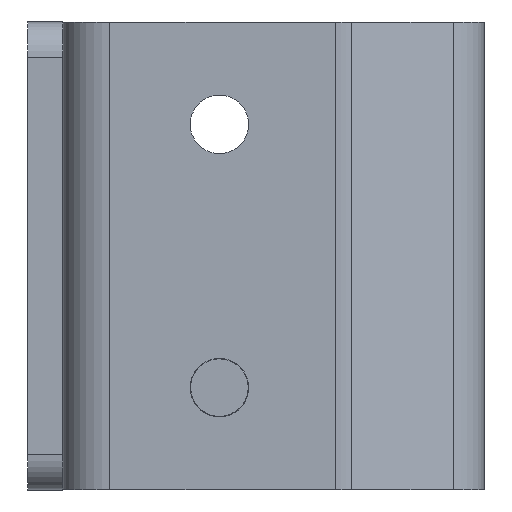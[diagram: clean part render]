
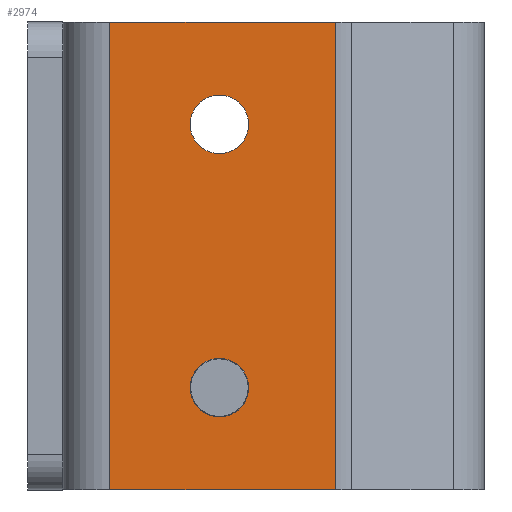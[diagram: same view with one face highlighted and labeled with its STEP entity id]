
A CAD part, left-side view. The second image highlights one B-rep face of the part: STEP entity #2974.
In plain terms, the highlighted planar face has unit normal (-1, 0, 0).
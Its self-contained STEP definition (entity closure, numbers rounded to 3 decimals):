
#44 = CARTESIAN_POINT ( 'NONE',  ( -9.14, 24.674, 54.971 ) ) ;
#59 = EDGE_CURVE ( 'NONE', #2773, #1132, #1997, .T. ) ;
#185 = ORIENTED_EDGE ( 'NONE', *, *, #2404, .T. ) ;
#267 = CARTESIAN_POINT ( 'NONE',  ( -9.14, 24.674, 54.971 ) ) ;
#307 = EDGE_LOOP ( 'NONE', ( #493, #2910 ) ) ;
#370 = FACE_OUTER_BOUND ( 'NONE', #2366, .T. ) ;
#440 = DIRECTION ( 'NONE',  ( -1., 0., 0. ) ) ;
#478 = LINE ( 'NONE', #2637, #1120 ) ;
#493 = ORIENTED_EDGE ( 'NONE', *, *, #1076, .F. ) ;
#505 = LINE ( 'NONE', #3539, #2726 ) ;
#519 = ORIENTED_EDGE ( 'NONE', *, *, #2093, .F. ) ;
#639 = LINE ( 'NONE', #267, #2565 ) ;
#651 = CARTESIAN_POINT ( 'NONE',  ( -9.14, 34.596, 48.721 ) ) ;
#731 = VECTOR ( 'NONE', #1182, 1000. ) ;
#744 = DIRECTION ( 'NONE',  ( -1., 0., 0. ) ) ;
#787 = CARTESIAN_POINT ( 'NONE',  ( -9.14, 34.596, 26.221 ) ) ;
#844 = CARTESIAN_POINT ( 'NONE',  ( -9.14, 34.596, 23.721 ) ) ;
#891 = EDGE_CURVE ( 'NONE', #2707, #2501, #2389, .T. ) ;
#909 = CARTESIAN_POINT ( 'NONE',  ( -9.14, 43.969, 54.971 ) ) ;
#990 = CIRCLE ( 'NONE', #3280, 2.5 ) ;
#1000 = AXIS2_PLACEMENT_3D ( 'NONE', #1466, #3871, #3568 ) ;
#1030 = CARTESIAN_POINT ( 'NONE',  ( -9.14, 34.596, 21.221 ) ) ;
#1061 = ORIENTED_EDGE ( 'NONE', *, *, #1446, .F. ) ;
#1063 = CARTESIAN_POINT ( 'NONE',  ( -9.14, 34.596, 46.221 ) ) ;
#1076 = EDGE_CURVE ( 'NONE', #2501, #2707, #1785, .T. ) ;
#1120 = VECTOR ( 'NONE', #2708, 1000. ) ;
#1132 = VERTEX_POINT ( 'NONE', #909 ) ;
#1182 = DIRECTION ( 'NONE',  ( 0., 1., 0. ) ) ;
#1309 = VERTEX_POINT ( 'NONE', #1030 ) ;
#1446 = EDGE_CURVE ( 'NONE', #3063, #1309, #2977, .T. ) ;
#1466 = CARTESIAN_POINT ( 'NONE',  ( -9.14, 34.596, 46.221 ) ) ;
#1785 = CIRCLE ( 'NONE', #1000, 2.5 ) ;
#1908 = AXIS2_PLACEMENT_3D ( 'NONE', #2256, #744, #3459 ) ;
#1912 = CARTESIAN_POINT ( 'NONE',  ( -9.14, 24.674, 14.971 ) ) ;
#1956 = EDGE_LOOP ( 'NONE', ( #519, #1061 ) ) ;
#1997 = LINE ( 'NONE', #3331, #731 ) ;
#2093 = EDGE_CURVE ( 'NONE', #1309, #3063, #990, .T. ) ;
#2200 = FACE_BOUND ( 'NONE', #307, .T. ) ;
#2256 = CARTESIAN_POINT ( 'NONE',  ( -9.14, 43.969, 54.971 ) ) ;
#2288 = VERTEX_POINT ( 'NONE', #1912 ) ;
#2366 = EDGE_LOOP ( 'NONE', ( #3129, #3898, #2493, #185 ) ) ;
#2389 = CIRCLE ( 'NONE', #3616, 2.5 ) ;
#2404 = EDGE_CURVE ( 'NONE', #1132, #2928, #478, .T. ) ;
#2493 = ORIENTED_EDGE ( 'NONE', *, *, #59, .T. ) ;
#2501 = VERTEX_POINT ( 'NONE', #3623 ) ;
#2565 = VECTOR ( 'NONE', #3308, 1000. ) ;
#2637 = CARTESIAN_POINT ( 'NONE',  ( -9.14, 43.969, 54.971 ) ) ;
#2652 = DIRECTION ( 'NONE',  ( -1., 0., 0. ) ) ;
#2659 = DIRECTION ( 'NONE',  ( 0., -1., 0. ) ) ;
#2695 = CARTESIAN_POINT ( 'NONE',  ( -9.14, 34.596, 23.721 ) ) ;
#2707 = VERTEX_POINT ( 'NONE', #651 ) ;
#2708 = DIRECTION ( 'NONE',  ( 0., 0., -1. ) ) ;
#2726 = VECTOR ( 'NONE', #3851, 1000. ) ;
#2773 = VERTEX_POINT ( 'NONE', #44 ) ;
#2858 = DIRECTION ( 'NONE',  ( 0., -1., 0. ) ) ;
#2910 = ORIENTED_EDGE ( 'NONE', *, *, #891, .F. ) ;
#2928 = VERTEX_POINT ( 'NONE', #3467 ) ;
#2958 = FACE_BOUND ( 'NONE', #1956, .T. ) ;
#2970 = DIRECTION ( 'NONE',  ( -1., 0., 0. ) ) ;
#2974 = ADVANCED_FACE ( 'NONE', ( #2200, #2958, #370 ), #3158, .T. ) ;
#2977 = CIRCLE ( 'NONE', #3792, 2.5 ) ;
#3063 = VERTEX_POINT ( 'NONE', #787 ) ;
#3080 = EDGE_CURVE ( 'NONE', #2288, #2928, #505, .T. ) ;
#3129 = ORIENTED_EDGE ( 'NONE', *, *, #3080, .F. ) ;
#3158 = PLANE ( 'NONE',  #1908 ) ;
#3223 = EDGE_CURVE ( 'NONE', #2773, #2288, #639, .T. ) ;
#3280 = AXIS2_PLACEMENT_3D ( 'NONE', #844, #2652, #3883 ) ;
#3308 = DIRECTION ( 'NONE',  ( 0., 0., -1. ) ) ;
#3331 = CARTESIAN_POINT ( 'NONE',  ( -9.14, 43.969, 54.971 ) ) ;
#3459 = DIRECTION ( 'NONE',  ( 0., -1., 0. ) ) ;
#3467 = CARTESIAN_POINT ( 'NONE',  ( -9.14, 43.969, 14.971 ) ) ;
#3539 = CARTESIAN_POINT ( 'NONE',  ( -9.14, 43.969, 14.971 ) ) ;
#3568 = DIRECTION ( 'NONE',  ( 0., -1., 0. ) ) ;
#3616 = AXIS2_PLACEMENT_3D ( 'NONE', #1063, #440, #2858 ) ;
#3623 = CARTESIAN_POINT ( 'NONE',  ( -9.14, 34.596, 43.721 ) ) ;
#3792 = AXIS2_PLACEMENT_3D ( 'NONE', #2695, #2970, #2659 ) ;
#3851 = DIRECTION ( 'NONE',  ( 0., 1., 0. ) ) ;
#3871 = DIRECTION ( 'NONE',  ( -1., 0., 0. ) ) ;
#3883 = DIRECTION ( 'NONE',  ( 0., -1., 0. ) ) ;
#3898 = ORIENTED_EDGE ( 'NONE', *, *, #3223, .F. ) ;
